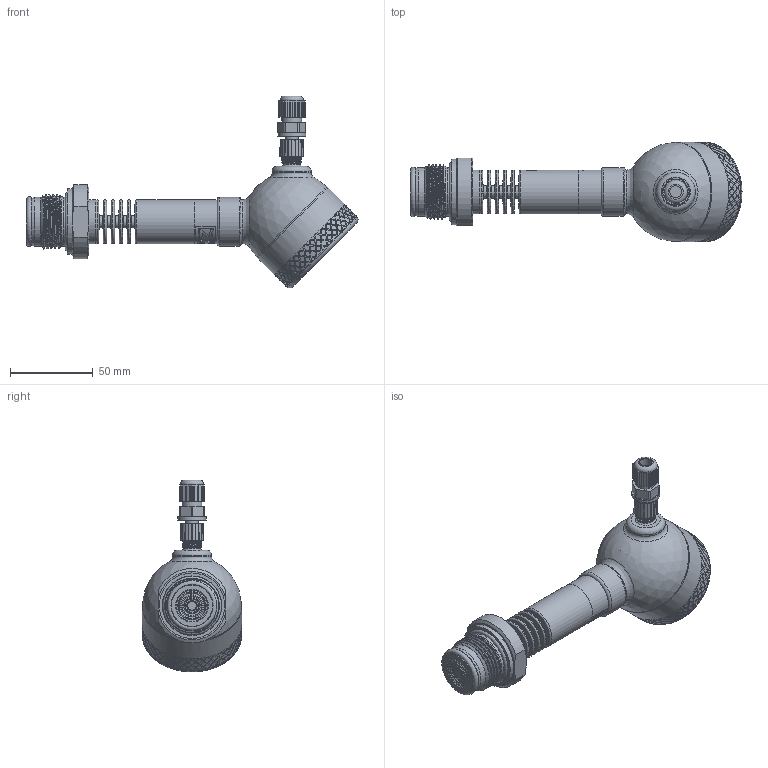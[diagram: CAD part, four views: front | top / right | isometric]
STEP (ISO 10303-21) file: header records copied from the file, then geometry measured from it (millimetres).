
FILE_DESCRIPTION(/* description */ (''),/* implementation_level */ '2;1');
FILE_NAME(/* name */ 'APZ3420sFH_G1-solidflush_radiator_3.step',/* time_stamp */ '2021-07-08T16:44:34+03:00',/* author */ (''),/* organization */ (''),/* preprocessor_version */ 'ST-DEVELOPER v18.1',/* originating_system */ 'Autodesk Translation Framework v10.9.0.1377',/* authorisation */ '');
FILE_SCHEMA (('AUTOMOTIVE_DESIGN { 1 0 10303 214 3 1 1 }'));
Length unit declared in the file: millimetre
Products named in the file (8): АПЗ 3420s заполненный 
+ полевой корпус; shell radiator; solidflush G1; Заполненный полевой 
корпус v13; Main body; Cover without display; M12x1 adapter; M12x1 female straight v9
Assembly tree (7 placements, depth 3):
  АПЗ 3420s заполненный 
+ полевой корпус
    shell radiator
    solidflush G1
    Заполненный полевой 
корпус v13
      Main body
      Cover without display
      M12x1 adapter
      M12x1 female straight v9
Bounding box: 200.92 x 60.1 x 116.18 mm (x, y, z)
Volume: 280714.9 mm3; surface area: 53241.8 mm2
Topology: 9 solids, 9 shells, 1602 faces, 3953 edges, 2621 vertices
Faces by surface type: bspline 924, cylinder 305, plane 276, torus 54, cone 42, sphere 1
Full cylindrical faces by diameter (mm): 1 x4, 2 x2, 7.183 x1, 7.3 x1, 7.5 x5, 8 x3, 9.3 x1, 10.293 x1, 10.5 x2, 10.741 x7, 11.884 x6, 12 x1, 14 x1, 17 x1, 19.7 x1, 21.6 x1, 21.767 x1, 22.4 x1, 22.5 x1, 23.6 x1, 24.5 x4, 25.437 x1, 26.5 x4, 29.5 x2, 29.6 x1, 30.291 x4, 35.6 x1, 39.6 x1, 57.2 x1, 60 x2
Entity records: 66897 total; most frequent: CARTESIAN_POINT 35953, ORIENTED_EDGE 7904, EDGE_CURVE 3952, DIRECTION 3331, VERTEX_POINT 2621, B_SPLINE_CURVE_WITH_KNOTS 2587, EDGE_LOOP 1863, FACE_OUTER_BOUND 1602
